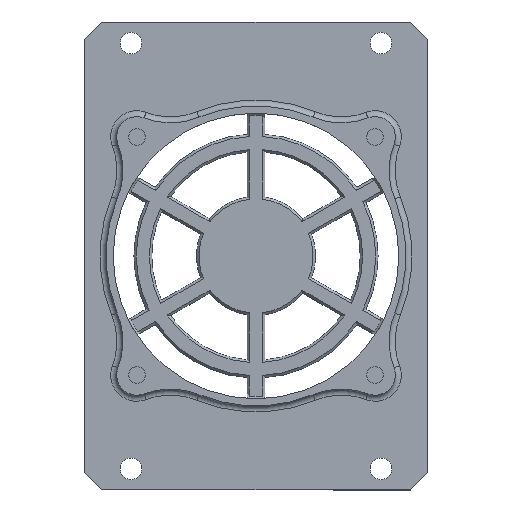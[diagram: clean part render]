
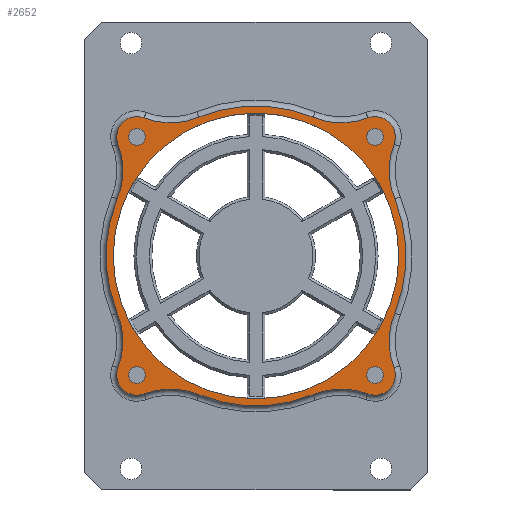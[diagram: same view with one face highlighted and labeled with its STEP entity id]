
A CAD part, top view. The second image highlights one B-rep face of the part: STEP entity #2652.
In plain terms, the highlighted planar face has unit normal (0, 0, 1).
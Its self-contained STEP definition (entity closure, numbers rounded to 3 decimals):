
#110=FACE_BOUND('',#880,.T.);
#111=FACE_BOUND('',#881,.T.);
#112=FACE_BOUND('',#882,.T.);
#113=FACE_BOUND('',#883,.T.);
#114=FACE_BOUND('',#884,.T.);
#185=PLANE('',#2951);
#721=FACE_OUTER_BOUND('',#879,.T.);
#879=EDGE_LOOP('',(#2337,#2338,#2339,#2340,#2341,#2342,#2343,#2344,#2345,
#2346,#2347,#2348,#2349,#2350,#2351,#2352));
#880=EDGE_LOOP('',(#2353));
#881=EDGE_LOOP('',(#2354));
#882=EDGE_LOOP('',(#2355));
#883=EDGE_LOOP('',(#2356));
#884=EDGE_LOOP('',(#2357));
#974=CIRCLE('',#2757,12.534);
#975=CIRCLE('',#2759,25.194);
#976=CIRCLE('',#2761,12.534);
#977=CIRCLE('',#2763,3.4);
#978=CIRCLE('',#2765,12.534);
#979=CIRCLE('',#2767,25.194);
#980=CIRCLE('',#2769,12.534);
#981=CIRCLE('',#2771,3.4);
#1031=CIRCLE('',#2887,24.);
#1064=CIRCLE('',#2952,12.534);
#1065=CIRCLE('',#2953,25.194);
#1066=CIRCLE('',#2954,12.534);
#1067=CIRCLE('',#2955,3.4);
#1068=CIRCLE('',#2956,12.534);
#1069=CIRCLE('',#2957,25.194);
#1070=CIRCLE('',#2958,12.534);
#1071=CIRCLE('',#2959,3.4);
#1072=CIRCLE('',#2960,1.4);
#1073=CIRCLE('',#2961,1.4);
#1074=CIRCLE('',#2962,1.4);
#1075=CIRCLE('',#2963,1.4);
#1112=VERTEX_POINT('',#3876);
#1113=VERTEX_POINT('',#3878);
#1114=VERTEX_POINT('',#3882);
#1115=VERTEX_POINT('',#3886);
#1116=VERTEX_POINT('',#3890);
#1117=VERTEX_POINT('',#3894);
#1118=VERTEX_POINT('',#3898);
#1119=VERTEX_POINT('',#3902);
#1120=VERTEX_POINT('',#3906);
#1295=VERTEX_POINT('',#4530);
#1307=VERTEX_POINT('',#4620);
#1308=VERTEX_POINT('',#4622);
#1309=VERTEX_POINT('',#4624);
#1310=VERTEX_POINT('',#4626);
#1311=VERTEX_POINT('',#4628);
#1312=VERTEX_POINT('',#4630);
#1313=VERTEX_POINT('',#4632);
#1314=VERTEX_POINT('',#4635);
#1315=VERTEX_POINT('',#4637);
#1316=VERTEX_POINT('',#4639);
#1317=VERTEX_POINT('',#4641);
#1379=EDGE_CURVE('',#1113,#1112,#974,.T.);
#1382=EDGE_CURVE('',#1112,#1114,#975,.T.);
#1384=EDGE_CURVE('',#1114,#1115,#976,.T.);
#1386=EDGE_CURVE('',#1115,#1116,#977,.T.);
#1388=EDGE_CURVE('',#1116,#1117,#978,.T.);
#1390=EDGE_CURVE('',#1117,#1118,#979,.T.);
#1392=EDGE_CURVE('',#1118,#1119,#980,.T.);
#1394=EDGE_CURVE('',#1119,#1120,#981,.T.);
#1632=EDGE_CURVE('',#1295,#1295,#1031,.T.);
#1678=EDGE_CURVE('',#1120,#1307,#1064,.T.);
#1679=EDGE_CURVE('',#1307,#1308,#1065,.T.);
#1680=EDGE_CURVE('',#1308,#1309,#1066,.T.);
#1681=EDGE_CURVE('',#1309,#1310,#1067,.T.);
#1682=EDGE_CURVE('',#1310,#1311,#1068,.T.);
#1683=EDGE_CURVE('',#1311,#1312,#1069,.T.);
#1684=EDGE_CURVE('',#1312,#1313,#1070,.T.);
#1685=EDGE_CURVE('',#1313,#1113,#1071,.T.);
#1686=EDGE_CURVE('',#1314,#1314,#1072,.T.);
#1687=EDGE_CURVE('',#1315,#1315,#1073,.T.);
#1688=EDGE_CURVE('',#1316,#1316,#1074,.T.);
#1689=EDGE_CURVE('',#1317,#1317,#1075,.T.);
#2337=ORIENTED_EDGE('',*,*,#1386,.T.);
#2338=ORIENTED_EDGE('',*,*,#1388,.T.);
#2339=ORIENTED_EDGE('',*,*,#1390,.T.);
#2340=ORIENTED_EDGE('',*,*,#1392,.T.);
#2341=ORIENTED_EDGE('',*,*,#1394,.T.);
#2342=ORIENTED_EDGE('',*,*,#1678,.T.);
#2343=ORIENTED_EDGE('',*,*,#1679,.T.);
#2344=ORIENTED_EDGE('',*,*,#1680,.T.);
#2345=ORIENTED_EDGE('',*,*,#1681,.T.);
#2346=ORIENTED_EDGE('',*,*,#1682,.T.);
#2347=ORIENTED_EDGE('',*,*,#1683,.T.);
#2348=ORIENTED_EDGE('',*,*,#1684,.T.);
#2349=ORIENTED_EDGE('',*,*,#1685,.T.);
#2350=ORIENTED_EDGE('',*,*,#1379,.T.);
#2351=ORIENTED_EDGE('',*,*,#1382,.T.);
#2352=ORIENTED_EDGE('',*,*,#1384,.T.);
#2353=ORIENTED_EDGE('',*,*,#1686,.T.);
#2354=ORIENTED_EDGE('',*,*,#1687,.T.);
#2355=ORIENTED_EDGE('',*,*,#1688,.T.);
#2356=ORIENTED_EDGE('',*,*,#1632,.T.);
#2357=ORIENTED_EDGE('',*,*,#1689,.T.);
#2652=ADVANCED_FACE('',(#721,#110,#111,#112,#113,#114),#185,.T.);
#2757=AXIS2_PLACEMENT_3D('',#3879,#3126,#3127);
#2759=AXIS2_PLACEMENT_3D('',#3884,#3132,#3133);
#2761=AXIS2_PLACEMENT_3D('',#3888,#3137,#3138);
#2763=AXIS2_PLACEMENT_3D('',#3892,#3142,#3143);
#2765=AXIS2_PLACEMENT_3D('',#3896,#3147,#3148);
#2767=AXIS2_PLACEMENT_3D('',#3900,#3152,#3153);
#2769=AXIS2_PLACEMENT_3D('',#3904,#3157,#3158);
#2771=AXIS2_PLACEMENT_3D('',#3908,#3162,#3163);
#2887=AXIS2_PLACEMENT_3D('',#4531,#3522,#3523);
#2951=AXIS2_PLACEMENT_3D('',#4619,#3663,#3664);
#2952=AXIS2_PLACEMENT_3D('',#4621,#3665,#3666);
#2953=AXIS2_PLACEMENT_3D('',#4623,#3667,#3668);
#2954=AXIS2_PLACEMENT_3D('',#4625,#3669,#3670);
#2955=AXIS2_PLACEMENT_3D('',#4627,#3671,#3672);
#2956=AXIS2_PLACEMENT_3D('',#4629,#3673,#3674);
#2957=AXIS2_PLACEMENT_3D('',#4631,#3675,#3676);
#2958=AXIS2_PLACEMENT_3D('',#4633,#3677,#3678);
#2959=AXIS2_PLACEMENT_3D('',#4634,#3679,#3680);
#2960=AXIS2_PLACEMENT_3D('',#4636,#3681,#3682);
#2961=AXIS2_PLACEMENT_3D('',#4638,#3683,#3684);
#2962=AXIS2_PLACEMENT_3D('',#4640,#3685,#3686);
#2963=AXIS2_PLACEMENT_3D('',#4642,#3687,#3688);
#3126=DIRECTION('center_axis',(0.,0.,-1.));
#3127=DIRECTION('ref_axis',(-0.38,-0.925,0.));
#3132=DIRECTION('center_axis',(0.,0.,1.));
#3133=DIRECTION('ref_axis',(0.38,0.925,0.));
#3137=DIRECTION('center_axis',(0.,0.,-1.));
#3138=DIRECTION('ref_axis',(-0.355,-0.935,0.));
#3142=DIRECTION('center_axis',(0.,0.,1.));
#3143=DIRECTION('ref_axis',(-1.,0.,0.));
#3147=DIRECTION('center_axis',(0.,0.,-1.));
#3148=DIRECTION('ref_axis',(0.925,-0.38,0.));
#3152=DIRECTION('center_axis',(0.,0.,1.));
#3153=DIRECTION('ref_axis',(-0.925,0.38,0.));
#3157=DIRECTION('center_axis',(0.,0.,-1.));
#3158=DIRECTION('ref_axis',(0.935,-0.355,0.));
#3162=DIRECTION('center_axis',(0.,0.,1.));
#3163=DIRECTION('ref_axis',(-1.,0.,0.));
#3522=DIRECTION('center_axis',(0.,0.,-1.));
#3523=DIRECTION('ref_axis',(-1.,0.,0.));
#3663=DIRECTION('center_axis',(0.,0.,1.));
#3664=DIRECTION('ref_axis',(-1.,0.,0.));
#3665=DIRECTION('center_axis',(0.,0.,-1.));
#3666=DIRECTION('ref_axis',(0.38,0.925,0.));
#3667=DIRECTION('center_axis',(0.,0.,1.));
#3668=DIRECTION('ref_axis',(-0.38,-0.925,0.));
#3669=DIRECTION('center_axis',(0.,0.,-1.));
#3670=DIRECTION('ref_axis',(0.355,0.935,0.));
#3671=DIRECTION('center_axis',(0.,0.,1.));
#3672=DIRECTION('ref_axis',(-1.,0.,0.));
#3673=DIRECTION('center_axis',(0.,0.,-1.));
#3674=DIRECTION('ref_axis',(-0.925,0.38,0.));
#3675=DIRECTION('center_axis',(0.,0.,1.));
#3676=DIRECTION('ref_axis',(0.925,-0.38,0.));
#3677=DIRECTION('center_axis',(0.,0.,-1.));
#3678=DIRECTION('ref_axis',(-0.935,0.355,0.));
#3679=DIRECTION('center_axis',(0.,0.,1.));
#3680=DIRECTION('ref_axis',(-1.,0.,0.));
#3681=DIRECTION('center_axis',(0.,0.,-1.));
#3682=DIRECTION('ref_axis',(-1.,0.,0.));
#3683=DIRECTION('center_axis',(0.,0.,-1.));
#3684=DIRECTION('ref_axis',(-1.,0.,0.));
#3685=DIRECTION('center_axis',(0.,0.,-1.));
#3686=DIRECTION('ref_axis',(-1.,0.,0.));
#3687=DIRECTION('center_axis',(0.,0.,-1.));
#3688=DIRECTION('ref_axis',(-1.,0.,0.));
#3876=CARTESIAN_POINT('',(131.778,69.218,10.404));
#3878=CARTESIAN_POINT('',(140.993,69.093,10.404));
#3879=CARTESIAN_POINT('Origin',(136.543,80.811,10.404));
#3882=CARTESIAN_POINT('',(112.622,69.218,10.404));
#3884=CARTESIAN_POINT('Origin',(122.2,45.915,10.404));
#3886=CARTESIAN_POINT('',(103.407,69.093,10.404));
#3888=CARTESIAN_POINT('Origin',(107.857,80.811,10.404));
#3890=CARTESIAN_POINT('',(99.022,64.708,10.404));
#3892=CARTESIAN_POINT('Origin',(102.2,65.915,10.404));
#3894=CARTESIAN_POINT('',(98.897,55.493,10.404));
#3896=CARTESIAN_POINT('Origin',(87.304,60.258,10.404));
#3898=CARTESIAN_POINT('',(98.897,36.337,10.404));
#3900=CARTESIAN_POINT('Origin',(122.2,45.915,10.404));
#3902=CARTESIAN_POINT('',(99.022,27.122,10.404));
#3904=CARTESIAN_POINT('Origin',(87.304,31.572,10.404));
#3906=CARTESIAN_POINT('',(103.407,22.737,10.404));
#3908=CARTESIAN_POINT('Origin',(102.2,25.915,10.404));
#4530=CARTESIAN_POINT('',(146.2,45.915,10.404));
#4531=CARTESIAN_POINT('Origin',(122.2,45.915,10.404));
#4619=CARTESIAN_POINT('Origin',(122.2,45.915,10.404));
#4620=CARTESIAN_POINT('',(112.622,22.612,10.404));
#4621=CARTESIAN_POINT('Origin',(107.857,11.019,10.404));
#4622=CARTESIAN_POINT('',(131.778,22.612,10.404));
#4623=CARTESIAN_POINT('Origin',(122.2,45.915,10.404));
#4624=CARTESIAN_POINT('',(140.993,22.737,10.404));
#4625=CARTESIAN_POINT('Origin',(136.543,11.019,10.404));
#4626=CARTESIAN_POINT('',(145.378,27.122,10.404));
#4627=CARTESIAN_POINT('Origin',(142.2,25.915,10.404));
#4628=CARTESIAN_POINT('',(145.503,36.337,10.404));
#4629=CARTESIAN_POINT('Origin',(157.096,31.572,10.404));
#4630=CARTESIAN_POINT('',(145.503,55.493,10.404));
#4631=CARTESIAN_POINT('Origin',(122.2,45.915,10.404));
#4632=CARTESIAN_POINT('',(145.378,64.708,10.404));
#4633=CARTESIAN_POINT('Origin',(157.096,60.258,10.404));
#4634=CARTESIAN_POINT('Origin',(142.2,65.915,10.404));
#4635=CARTESIAN_POINT('',(103.6,25.915,10.404));
#4636=CARTESIAN_POINT('Origin',(102.2,25.915,10.404));
#4637=CARTESIAN_POINT('',(143.6,25.915,10.404));
#4638=CARTESIAN_POINT('Origin',(142.2,25.915,10.404));
#4639=CARTESIAN_POINT('',(103.6,65.915,10.404));
#4640=CARTESIAN_POINT('Origin',(102.2,65.915,10.404));
#4641=CARTESIAN_POINT('',(143.6,65.915,10.404));
#4642=CARTESIAN_POINT('Origin',(142.2,65.915,10.404));
